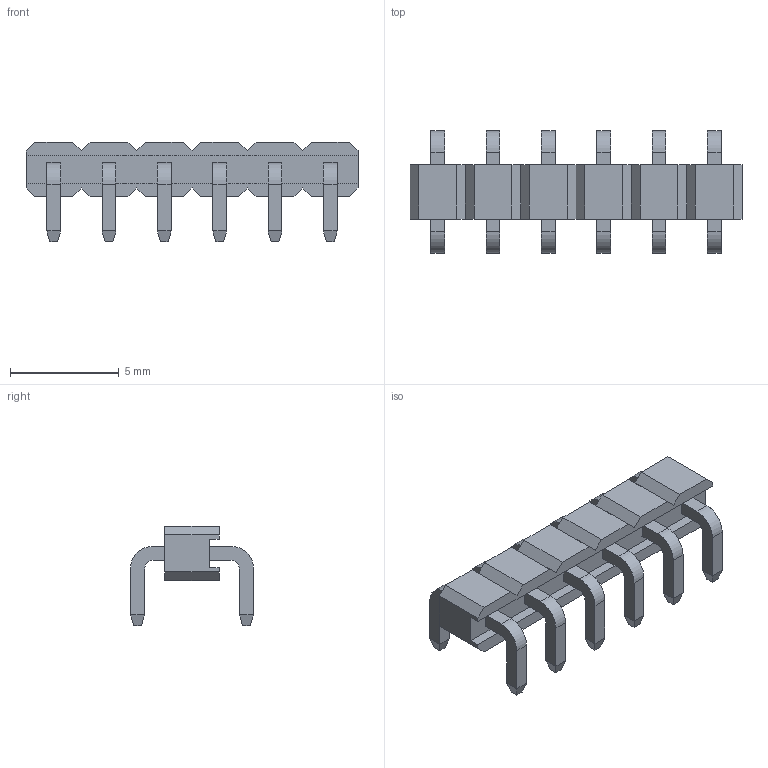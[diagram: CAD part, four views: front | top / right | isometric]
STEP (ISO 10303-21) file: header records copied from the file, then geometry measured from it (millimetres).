
FILE_DESCRIPTION(/* description */ ('STEP AP214'),/* implementation_level */ '2;1');
FILE_NAME(/* name */ 'BG304-06-A-0500-L-G',/* time_stamp */ '2024-06-19T14:11:50+02:00',/* author */ ('License CC BY-ND 4.0'),/* organization */ ('CADENAS'),/* preprocessor_version */ 'ST-DEVELOPER v19.3',/* originating_system */ 'PARTsolutions',/* authorisation */ ' ');
FILE_SCHEMA (('AUTOMOTIVE_DESIGN {1 0 10303 214 3 1 1}'));
Length unit declared in the file: millimetre
Products named in the file (3): BG304-06-A-0500-L-G; BG304-06-A-0500-L-G_H; BG304-06-A-0500-L-G_P
Assembly tree (7 placements, depth 2):
  BG304-06-A-0500-L-G
    BG304-06-A-0500-L-G_H
    BG304-06-A-0500-L-G_P  x6
Bounding box: 15.24 x 5.64 x 4.57 mm (x, y, z)
Volume: 102.8 mm3; surface area: 374.5 mm2
Topology: 7 solids, 7 shells, 200 faces, 510 edges, 324 vertices
Faces by surface type: plane 176, cylinder 24
Entity records: 2958 total; most frequent: CARTESIAN_POINT 512, ORIENTED_EDGE 500, DIRECTION 454, EDGE_CURVE 250, LINE 242, VECTOR 242, VERTEX_POINT 164, AXIS2_PLACEMENT_3D 106
